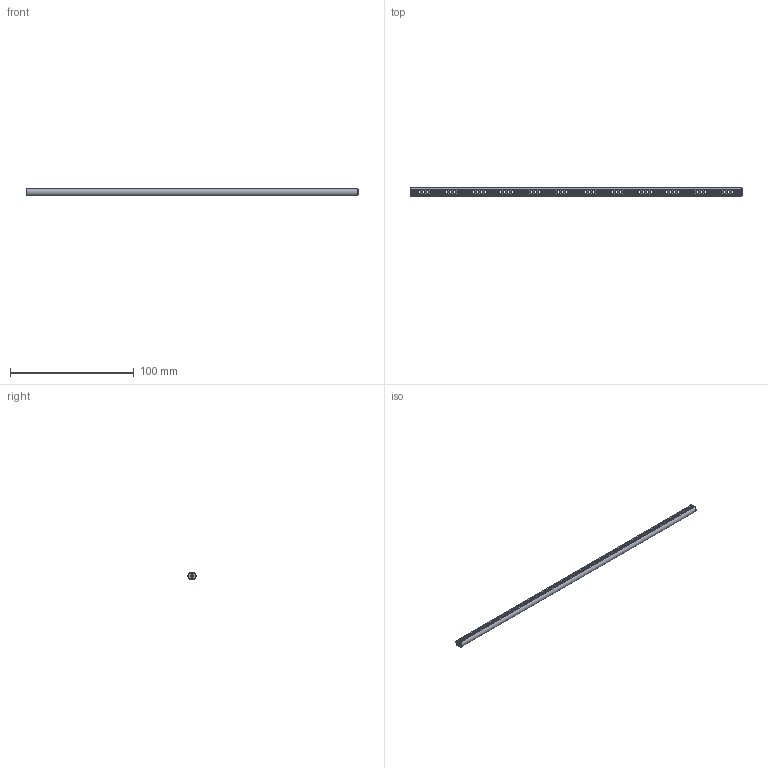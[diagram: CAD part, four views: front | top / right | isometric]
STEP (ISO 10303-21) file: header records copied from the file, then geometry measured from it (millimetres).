
FILE_DESCRIPTION(('FreeCAD Model'),'2;1');
FILE_NAME('Open CASCADE Shape Model','2024-06-18T15:48:26',(''),(''), 'Open CASCADE STEP processor 7.6','FreeCAD','Unknown');
FILE_SCHEMA(('AUTOMOTIVE_DESIGN { 1 0 10303 214 1 1 1 1 }'));
Length unit declared in the file: millimetre
Products named in the file (1): Shaft IDX BU21.50 - SPN-SFT-0206 (stemfie.org)
Bounding box: 268.75 x 6.6 x 5 mm (x, y, z)
Volume: 6134.3 mm3; surface area: 7715.7 mm2
Topology: 1 solids, 1 shells, 920 faces, 2837 edges, 1774 vertices
Faces by surface type: plane 305, cylinder 261, extrusion 178, cone 176
Full cylindrical faces by diameter (mm): 2 x259
Entity records: 32613 total; most frequent: CARTESIAN_POINT 6600, ORIENTED_EDGE 5674, DIRECTION 5203, EDGE_CURVE 2837, AXIS2_PLACEMENT_3D 1801, VERTEX_POINT 1774, VECTOR 1601, LINE 1423
